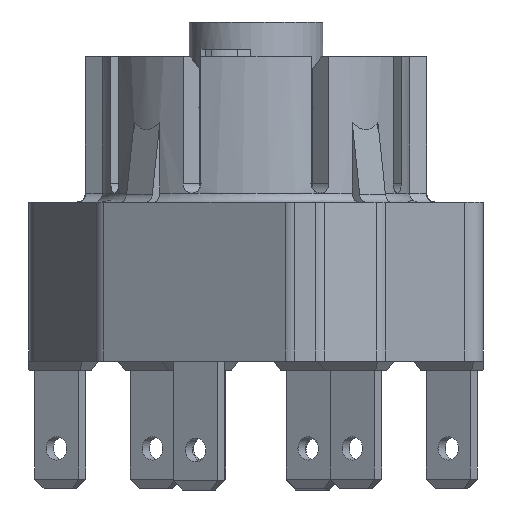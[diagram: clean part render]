
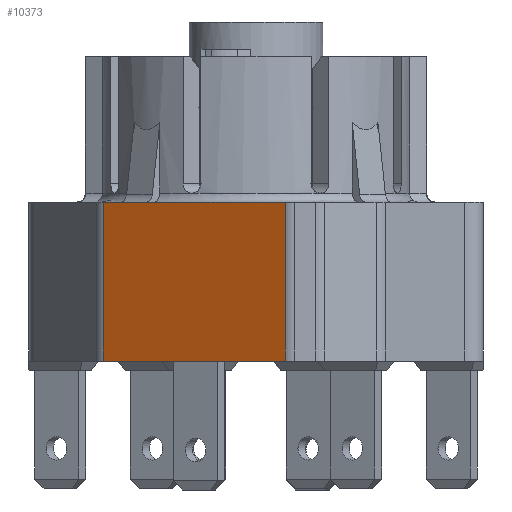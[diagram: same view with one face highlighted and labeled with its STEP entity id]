
A CAD part, left-side view. The second image highlights one B-rep face of the part: STEP entity #10373.
In plain terms, the highlighted planar face has unit normal (-0.866, 0.5, 0).
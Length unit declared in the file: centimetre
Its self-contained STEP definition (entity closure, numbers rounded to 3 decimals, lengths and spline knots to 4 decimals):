
#594=FACE_OUTER_BOUND($,#1278,.T.);
#1278=EDGE_LOOP($,(#7649,#7650,#7651,#7652));
#2139=LINE($,#14713,#3283);
#2259=LINE($,#15709,#3403);
#2260=LINE($,#15713,#3404);
#2261=LINE($,#15714,#3405);
#3283=VECTOR($,#12045,1.1569);
#3403=VECTOR($,#12413,0.875);
#3404=VECTOR($,#12418,0.875);
#3405=VECTOR($,#12419,1.1569);
#4408=VERTEX_POINT($,#14710);
#4409=VERTEX_POINT($,#14712);
#4560=VERTEX_POINT($,#15708);
#4561=VERTEX_POINT($,#15712);
#5512=EDGE_CURVE($,#4409,#4408,#2139,.T.);
#5742=EDGE_CURVE($,#4409,#4560,#2259,.T.);
#5744=EDGE_CURVE($,#4408,#4561,#2260,.T.);
#5745=EDGE_CURVE($,#4561,#4560,#2261,.T.);
#7649=ORIENTED_EDGE($,*,*,#5744,.T.);
#7650=ORIENTED_EDGE($,*,*,#5745,.T.);
#7651=ORIENTED_EDGE($,*,*,#5742,.F.);
#7652=ORIENTED_EDGE($,*,*,#5512,.T.);
#9908=PLANE($,#11068);
#10373=ADVANCED_FACE($,(#594),#9908,.T.);
#11068=AXIS2_PLACEMENT_3D($,#15711,#12416,#12417);
#12045=DIRECTION($,(0.5,0.866,0.));
#12413=DIRECTION($,(0.,0.,-1.));
#12416=DIRECTION('center_axis',(-0.866,0.5,0.));
#12417=DIRECTION('ref_axis',(-0.5,-0.866,0.));
#12418=DIRECTION($,(0.,0.,-1.));
#12419=DIRECTION($,(-0.5,-0.866,0.));
#14710=CARTESIAN_POINT('',(-0.6581,0.8401,0.875));
#14712=CARTESIAN_POINT('',(-1.2366,-0.1619,0.875));
#14713=CARTESIAN_POINT($,(-0.7577,0.6675,0.875));
#15708=CARTESIAN_POINT('',(-1.2366,-0.1619,0.));
#15709=CARTESIAN_POINT($,(-1.2366,-0.1619,0.875));
#15711=CARTESIAN_POINT('Origin',(-0.6581,0.8401,0.875));
#15712=CARTESIAN_POINT('',(-0.6581,0.8401,0.));
#15713=CARTESIAN_POINT($,(-0.6581,0.8401,0.875));
#15714=CARTESIAN_POINT($,(-1.2366,-0.1619,0.));
